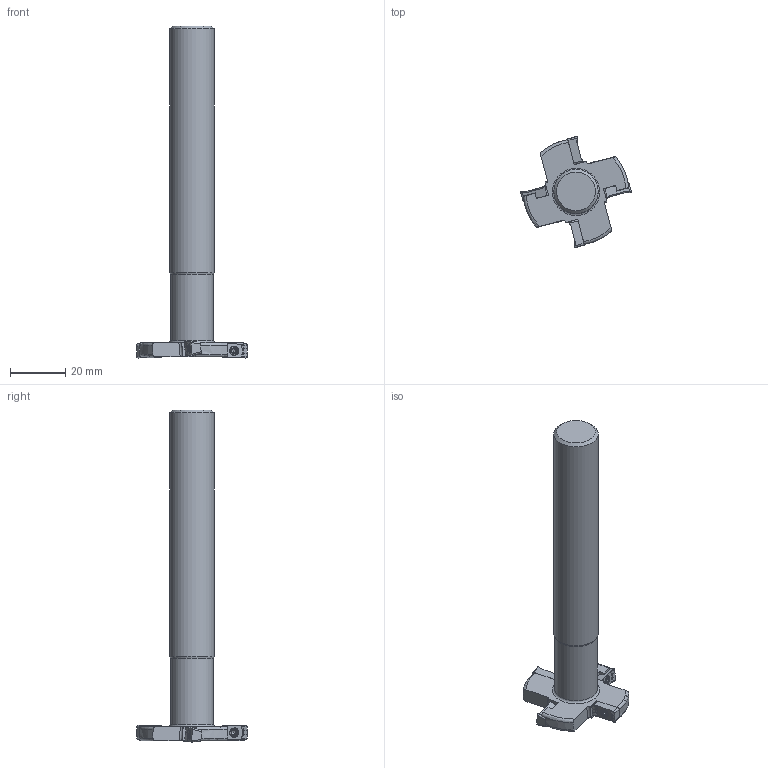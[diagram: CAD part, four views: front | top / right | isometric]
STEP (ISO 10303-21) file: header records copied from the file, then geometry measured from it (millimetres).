
FILE_DESCRIPTION(/* description */ (''),/* implementation_level */ '2;1');
FILE_NAME(/* name */ 'TOOLASSEMBLY_1.STP',/* time_stamp */ '2022-08-18T11:08:50+02:00',/* author */ (''),/* organization */ ('SMS'),/* preprocessor_version */ 'ST-DEVELOPER v16.7',/* originating_system */ 'SIEMENS PLM Software NX 12.0',/* authorisation */ '');
FILE_SCHEMA (('AUTOMOTIVE_DESIGN { 1 0 10303 214 3 1 1 1 }'));
Length unit declared in the file: millimetre
Products named in the file (4): ASSEMBLY_CONSTRUCTION; CUT_20220818110753; NOCUT_20220818110731; TOOLASSEMBLY_1
Assembly tree (6 placements, depth 2):
  TOOLASSEMBLY_1
    NOCUT_20220818110731
    CUT_20220818110753  x4
    ASSEMBLY_CONSTRUCTION
Bounding box: 40 x 40 x 120 mm (x, y, z)
Volume: 26976.8 mm3; surface area: 8808.5 mm2
Topology: 5 solids, 5 shells, 381 faces, 984 edges, 635 vertices
Faces by surface type: plane 135, bspline 112, extrusion 48, cone 38, cylinder 22, torus 22, sphere 4
Full cylindrical faces by diameter (mm): 1.9 x4, 2.6 x4, 3.05 x4, 15.5 x1, 15.991 x1
Entity records: 11417 total; most frequent: CARTESIAN_POINT 5191, ORIENTED_EDGE 1280, DIRECTION 1169, EDGE_CURVE 640, AXIS2_PLACEMENT_3D 445, VERTEX_POINT 424, EDGE_LOOP 306, VECTOR 279
